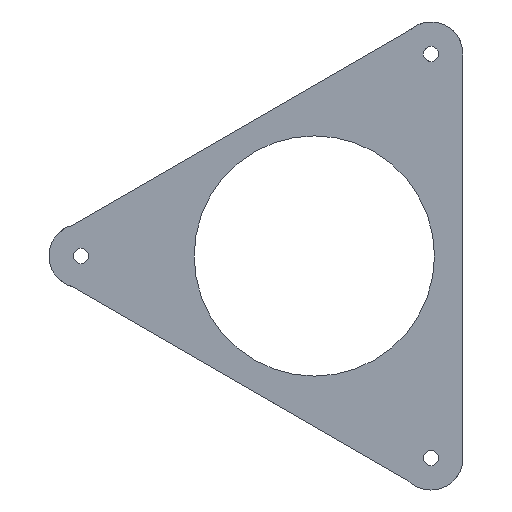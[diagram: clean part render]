
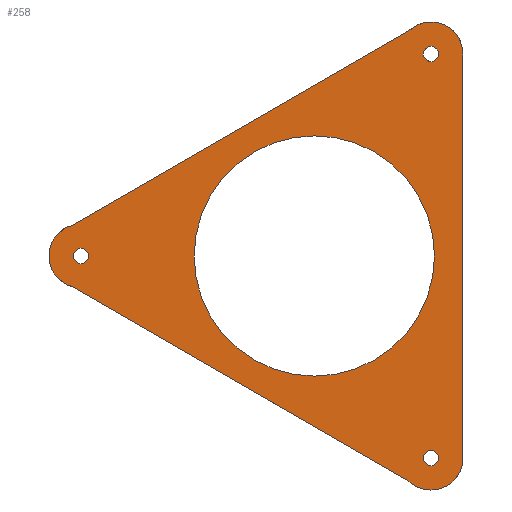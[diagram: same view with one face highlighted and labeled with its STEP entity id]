
A CAD part, front view. The second image highlights one B-rep face of the part: STEP entity #258.
In plain terms, the highlighted planar face has unit normal (0, -1, 0).
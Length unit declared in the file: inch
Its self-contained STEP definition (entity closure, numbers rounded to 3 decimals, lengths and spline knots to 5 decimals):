
#20 = DIRECTION ( 'NONE',  ( 0., 0., -1. ) ) ;
#21 = VERTEX_POINT ( 'NONE', #894 ) ;
#22 = CARTESIAN_POINT ( 'NONE',  ( 0., 0., 0.235 ) ) ;
#41 = DIRECTION ( 'NONE',  ( 0., 0., 1. ) ) ;
#43 = CIRCLE ( 'NONE', #713, 0.015 ) ;
#57 = CARTESIAN_POINT ( 'NONE',  ( -0.14443, 0., 0.25016 ) ) ;
#61 = CIRCLE ( 'NONE', #184, 0.0625 ) ;
#65 = ORIENTED_EDGE ( 'NONE', *, *, #878, .T. ) ;
#88 = DIRECTION ( 'NONE',  ( 0., 1., 0. ) ) ;
#90 = CIRCLE ( 'NONE', #712, 0.015 ) ;
#91 = ORIENTED_EDGE ( 'NONE', *, *, #389, .F. ) ;
#92 = AXIS2_PLACEMENT_3D ( 'NONE', #753, #88, #393 ) ;
#97 = EDGE_CURVE ( 'NONE', #806, #910, #571, .T. ) ;
#113 = DIRECTION ( 'NONE',  ( 0., 1., 0. ) ) ;
#119 = ORIENTED_EDGE ( 'NONE', *, *, #658, .F. ) ;
#120 = VERTEX_POINT ( 'NONE', #818 ) ;
#122 = CIRCLE ( 'NONE', #679, 0.015 ) ;
#126 = ORIENTED_EDGE ( 'NONE', *, *, #940, .F. ) ;
#144 = DIRECTION ( 'NONE',  ( 0., 0., -1. ) ) ;
#147 = AXIS2_PLACEMENT_3D ( 'NONE', #588, #813, #144 ) ;
#161 = EDGE_LOOP ( 'NONE', ( #814, #699 ) ) ;
#176 = VERTEX_POINT ( 'NONE', #486 ) ;
#184 = AXIS2_PLACEMENT_3D ( 'NONE', #641, #877, #870 ) ;
#192 = CARTESIAN_POINT ( 'NONE',  ( 0., 0., 0. ) ) ;
#196 = DIRECTION ( 'NONE',  ( 0., -1., 0. ) ) ;
#198 = VERTEX_POINT ( 'NONE', #237 ) ;
#205 = DIRECTION ( 'NONE',  ( 0., 0., 1. ) ) ;
#211 = EDGE_CURVE ( 'NONE', #176, #318, #122, .T. ) ;
#213 = AXIS2_PLACEMENT_3D ( 'NONE', #879, #418, #885 ) ;
#218 = FACE_BOUND ( 'NONE', #161, .T. ) ;
#225 = ORIENTED_EDGE ( 'NONE', *, *, #211, .F. ) ;
#227 = DIRECTION ( 'NONE',  ( 0., 1., 0. ) ) ;
#229 = CIRCLE ( 'NONE', #777, 0.0625 ) ;
#237 = CARTESIAN_POINT ( 'NONE',  ( 0.28886, 0., 0.38032 ) ) ;
#245 = EDGE_LOOP ( 'NONE', ( #409, #735 ) ) ;
#256 = CARTESIAN_POINT ( 'NONE',  ( -0.4563, 0., -0.015 ) ) ;
#258 = ADVANCED_FACE ( 'NONE', ( #766, #919, #564, #341, #218 ), #590, .F. ) ;
#265 = DIRECTION ( 'NONE',  ( 0., 0., -1. ) ) ;
#266 = CARTESIAN_POINT ( 'NONE',  ( 0.22815, 0., 0.41017 ) ) ;
#294 = CARTESIAN_POINT ( 'NONE',  ( 0.22815, 0., -0.39517 ) ) ;
#309 = EDGE_LOOP ( 'NONE', ( #225, #344 ) ) ;
#315 = DIRECTION ( 'NONE',  ( 0., 0., 1. ) ) ;
#317 = DIRECTION ( 'NONE',  ( 0., -1., 0. ) ) ;
#318 = VERTEX_POINT ( 'NONE', #656 ) ;
#319 = VERTEX_POINT ( 'NONE', #733 ) ;
#325 = AXIS2_PLACEMENT_3D ( 'NONE', #455, #903, #402 ) ;
#328 = VECTOR ( 'NONE', #854, 39.37008 ) ;
#329 = CARTESIAN_POINT ( 'NONE',  ( 0., 0., -0.235 ) ) ;
#335 = CARTESIAN_POINT ( 'NONE',  ( -0.14443, 0., -0.25016 ) ) ;
#340 = CARTESIAN_POINT ( 'NONE',  ( -0.4563, 0., 0. ) ) ;
#341 = FACE_OUTER_BOUND ( 'NONE', #430, .T. ) ;
#344 = ORIENTED_EDGE ( 'NONE', *, *, #646, .F. ) ;
#369 = LINE ( 'NONE', #57, #601 ) ;
#374 = AXIS2_PLACEMENT_3D ( 'NONE', #675, #227, #315 ) ;
#375 = CIRCLE ( 'NONE', #938, 0.235 ) ;
#389 = EDGE_CURVE ( 'NONE', #21, #736, #229, .T. ) ;
#393 = DIRECTION ( 'NONE',  ( 0., 0., 1. ) ) ;
#398 = CARTESIAN_POINT ( 'NONE',  ( 0.22815, 0., 0.38017 ) ) ;
#402 = DIRECTION ( 'NONE',  ( 0., 0., -1. ) ) ;
#409 = ORIENTED_EDGE ( 'NONE', *, *, #842, .F. ) ;
#418 = DIRECTION ( 'NONE',  ( 0., 1., 0. ) ) ;
#419 = ORIENTED_EDGE ( 'NONE', *, *, #829, .F. ) ;
#429 = EDGE_CURVE ( 'NONE', #319, #642, #572, .T. ) ;
#430 = EDGE_LOOP ( 'NONE', ( #65, #868, #639, #126, #742, #91, #419 ) ) ;
#442 = DIRECTION ( 'NONE',  ( 0., 1., 0. ) ) ;
#449 = ORIENTED_EDGE ( 'NONE', *, *, #97, .F. ) ;
#450 = AXIS2_PLACEMENT_3D ( 'NONE', #768, #196, #776 ) ;
#455 = CARTESIAN_POINT ( 'NONE',  ( -0.4563, 0., 0. ) ) ;
#463 = AXIS2_PLACEMENT_3D ( 'NONE', #876, #442, #205 ) ;
#467 = VERTEX_POINT ( 'NONE', #22 ) ;
#472 = EDGE_CURVE ( 'NONE', #541, #467, #792, .T. ) ;
#486 = CARTESIAN_POINT ( 'NONE',  ( 0.22815, 0., -0.41017 ) ) ;
#541 = VERTEX_POINT ( 'NONE', #329 ) ;
#559 = VECTOR ( 'NONE', #623, 39.37008 ) ;
#564 = FACE_BOUND ( 'NONE', #578, .T. ) ;
#571 = CIRCLE ( 'NONE', #147, 0.015 ) ;
#572 = CIRCLE ( 'NONE', #325, 0.015 ) ;
#575 = CARTESIAN_POINT ( 'NONE',  ( 0.18494, 0., -0.44032 ) ) ;
#576 = VERTEX_POINT ( 'NONE', #859 ) ;
#578 = EDGE_LOOP ( 'NONE', ( #449, #119 ) ) ;
#588 = CARTESIAN_POINT ( 'NONE',  ( 0.22815, 0., 0.39517 ) ) ;
#590 = PLANE ( 'NONE',  #213 ) ;
#601 = VECTOR ( 'NONE', #661, 39.37008 ) ;
#613 = DIRECTION ( 'NONE',  ( 0., 1., 0. ) ) ;
#617 = CARTESIAN_POINT ( 'NONE',  ( 0.18494, 0., 0.44032 ) ) ;
#623 = DIRECTION ( 'NONE',  ( 0.866, 0., -0.5 ) ) ;
#639 = ORIENTED_EDGE ( 'NONE', *, *, #698, .T. ) ;
#641 = CARTESIAN_POINT ( 'NONE',  ( -0.4563, 0., 0. ) ) ;
#642 = VERTEX_POINT ( 'NONE', #256 ) ;
#645 = CARTESIAN_POINT ( 'NONE',  ( 0.22815, 0., 0.39517 ) ) ;
#646 = EDGE_CURVE ( 'NONE', #318, #176, #696, .T. ) ;
#655 = VERTEX_POINT ( 'NONE', #936 ) ;
#656 = CARTESIAN_POINT ( 'NONE',  ( 0.22815, 0., -0.38017 ) ) ;
#658 = EDGE_CURVE ( 'NONE', #910, #806, #90, .T. ) ;
#661 = DIRECTION ( 'NONE',  ( -0.866, 0., -0.5 ) ) ;
#675 = CARTESIAN_POINT ( 'NONE',  ( 0., 0., 0. ) ) ;
#679 = AXIS2_PLACEMENT_3D ( 'NONE', #689, #317, #20 ) ;
#687 = EDGE_CURVE ( 'NONE', #781, #198, #758, .T. ) ;
#689 = CARTESIAN_POINT ( 'NONE',  ( 0.22815, 0., -0.39517 ) ) ;
#696 = CIRCLE ( 'NONE', #450, 0.015 ) ;
#698 = EDGE_CURVE ( 'NONE', #781, #120, #369, .T. ) ;
#699 = ORIENTED_EDGE ( 'NONE', *, *, #904, .T. ) ;
#712 = AXIS2_PLACEMENT_3D ( 'NONE', #645, #869, #265 ) ;
#713 = AXIS2_PLACEMENT_3D ( 'NONE', #340, #872, #957 ) ;
#733 = CARTESIAN_POINT ( 'NONE',  ( -0.4563, 0., 0.015 ) ) ;
#735 = ORIENTED_EDGE ( 'NONE', *, *, #429, .F. ) ;
#736 = VERTEX_POINT ( 'NONE', #575 ) ;
#742 = ORIENTED_EDGE ( 'NONE', *, *, #796, .T. ) ;
#744 = CIRCLE ( 'NONE', #92, 0.0625 ) ;
#753 = CARTESIAN_POINT ( 'NONE',  ( 0.22815, 0., -0.39517 ) ) ;
#758 = CIRCLE ( 'NONE', #463, 0.0625 ) ;
#766 = FACE_BOUND ( 'NONE', #309, .T. ) ;
#768 = CARTESIAN_POINT ( 'NONE',  ( 0.22815, 0., -0.39517 ) ) ;
#769 = CARTESIAN_POINT ( 'NONE',  ( 0.28886, 0., 0. ) ) ;
#776 = DIRECTION ( 'NONE',  ( 0., 0., -1. ) ) ;
#777 = AXIS2_PLACEMENT_3D ( 'NONE', #294, #613, #821 ) ;
#781 = VERTEX_POINT ( 'NONE', #617 ) ;
#792 = CIRCLE ( 'NONE', #374, 0.235 ) ;
#796 = EDGE_CURVE ( 'NONE', #576, #736, #856, .T. ) ;
#806 = VERTEX_POINT ( 'NONE', #398 ) ;
#813 = DIRECTION ( 'NONE',  ( 0., -1., 0. ) ) ;
#814 = ORIENTED_EDGE ( 'NONE', *, *, #472, .T. ) ;
#818 = CARTESIAN_POINT ( 'NONE',  ( -0.4738, 0., 0.06 ) ) ;
#821 = DIRECTION ( 'NONE',  ( 0., 0., 1. ) ) ;
#829 = EDGE_CURVE ( 'NONE', #655, #21, #744, .T. ) ;
#842 = EDGE_CURVE ( 'NONE', #642, #319, #43, .T. ) ;
#843 = LINE ( 'NONE', #769, #328 ) ;
#854 = DIRECTION ( 'NONE',  ( 0., 0., 1. ) ) ;
#856 = LINE ( 'NONE', #335, #559 ) ;
#859 = CARTESIAN_POINT ( 'NONE',  ( -0.4738, 0., -0.06 ) ) ;
#868 = ORIENTED_EDGE ( 'NONE', *, *, #687, .F. ) ;
#869 = DIRECTION ( 'NONE',  ( 0., -1., 0. ) ) ;
#870 = DIRECTION ( 'NONE',  ( 0., 0., 1. ) ) ;
#872 = DIRECTION ( 'NONE',  ( 0., -1., 0. ) ) ;
#876 = CARTESIAN_POINT ( 'NONE',  ( 0.22815, 0., 0.39517 ) ) ;
#877 = DIRECTION ( 'NONE',  ( 0., 1., 0. ) ) ;
#878 = EDGE_CURVE ( 'NONE', #655, #198, #843, .T. ) ;
#879 = CARTESIAN_POINT ( 'NONE',  ( 0., 0., 0. ) ) ;
#885 = DIRECTION ( 'NONE',  ( 0., 0., 1. ) ) ;
#894 = CARTESIAN_POINT ( 'NONE',  ( 0.22815, 0., -0.45767 ) ) ;
#903 = DIRECTION ( 'NONE',  ( 0., -1., 0. ) ) ;
#904 = EDGE_CURVE ( 'NONE', #467, #541, #375, .T. ) ;
#910 = VERTEX_POINT ( 'NONE', #266 ) ;
#919 = FACE_BOUND ( 'NONE', #245, .T. ) ;
#936 = CARTESIAN_POINT ( 'NONE',  ( 0.28886, 0., -0.38032 ) ) ;
#938 = AXIS2_PLACEMENT_3D ( 'NONE', #192, #113, #41 ) ;
#940 = EDGE_CURVE ( 'NONE', #576, #120, #61, .T. ) ;
#957 = DIRECTION ( 'NONE',  ( 0., 0., -1. ) ) ;
